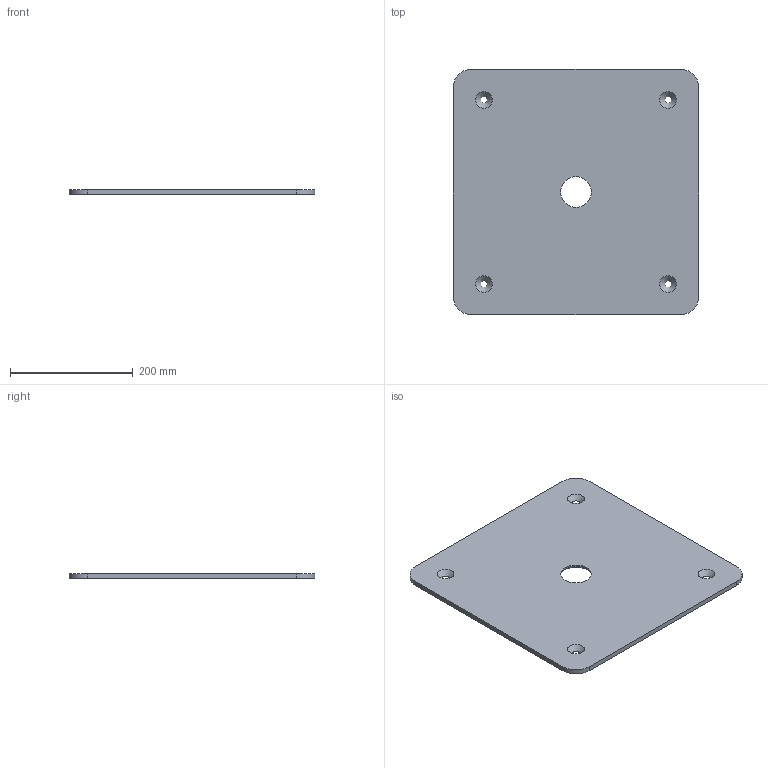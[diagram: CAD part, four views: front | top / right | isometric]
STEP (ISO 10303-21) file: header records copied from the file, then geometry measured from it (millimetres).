
FILE_DESCRIPTION(/* description */ ('STEP AP214'),/* implementation_level */ '2;1');
FILE_NAME(/* name */ '68a5d4dca2d3a73ed3ef2dbd',/* time_stamp */ '2025-08-20T13:59:57Z',/* author */ (''),/* organization */ (''),/* preprocessor_version */ 'ST-DEVELOPER v20',/* originating_system */ 'ONSHAPE BY PTC INC, 1.202',/* authorisation */ ' ');
FILE_SCHEMA (('AUTOMOTIVE_DESIGN {1 0 10303 214 3 1 1}'));
Length unit declared in the file: metre
Products named in the file (1): Part 1
Bounding box: 400 x 400 x 8 mm (x, y, z)
Volume: 1246216.8 mm3; surface area: 327761.1 mm2
Topology: 1 solids, 1 shells, 16 faces, 41 edges, 27 vertices
Faces by surface type: plane 6, cylinder 5, cone 5
Full cylindrical faces by diameter (mm): 50 x1
Entity records: 516 total; most frequent: DIRECTION 88, CARTESIAN_POINT 79, ORIENTED_EDGE 70, AXIS2_PLACEMENT_3D 36, EDGE_CURVE 35, EDGE_LOOP 32, FACE_BOUND 32, VERTEX_POINT 27
